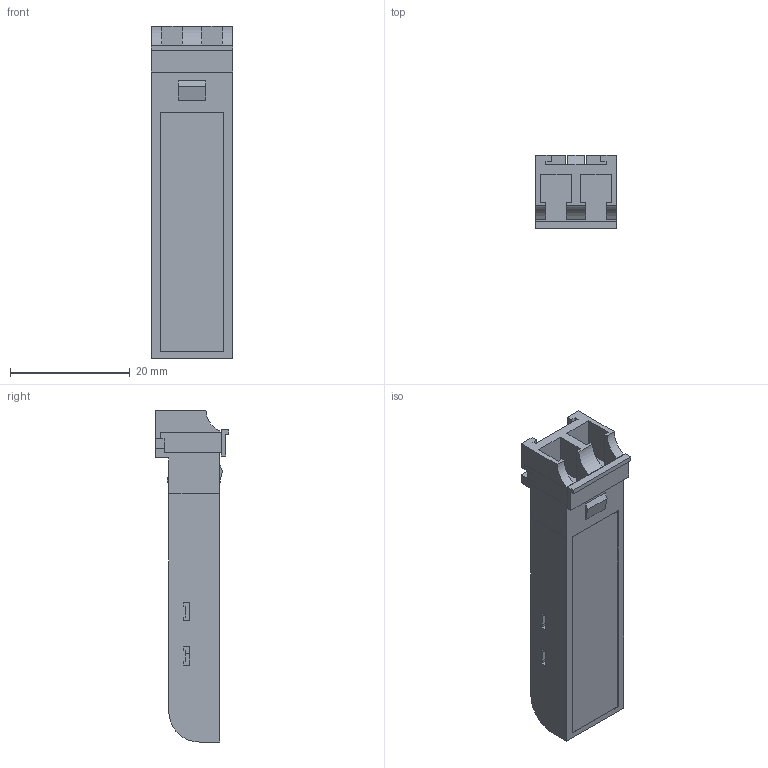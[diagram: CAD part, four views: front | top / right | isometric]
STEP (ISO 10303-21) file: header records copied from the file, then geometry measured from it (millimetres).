
FILE_DESCRIPTION (( 'STEP AP214' ), '1' );
FILE_NAME ('SFP-10K-GSF.STEP', '2012-03-07T18:27:56', ( ' ' ), ( ' ' ), 'SwSTEP 2.0', 'SolidWorks 2011', '' );
FILE_SCHEMA (( 'AUTOMOTIVE_DESIGN' ));
Length unit declared in the file: inch
Products named in the file (1): SFP-10K-GSF
Bounding box: 13.59 x 12.32 x 55.37 mm (x, y, z)
Volume: 5055.9 mm3; surface area: 3901.2 mm2
Topology: 2 solids, 2 shells, 227 faces, 600 edges, 398 vertices
Faces by surface type: plane 222, cylinder 5
Entity records: 7735 total; most frequent: CARTESIAN_POINT 1232, ORIENTED_EDGE 1200, DIRECTION 1064, EDGE_CURVE 600, VECTOR 588, LINE 588, VERTEX_POINT 398, EDGE_LOOP 248
